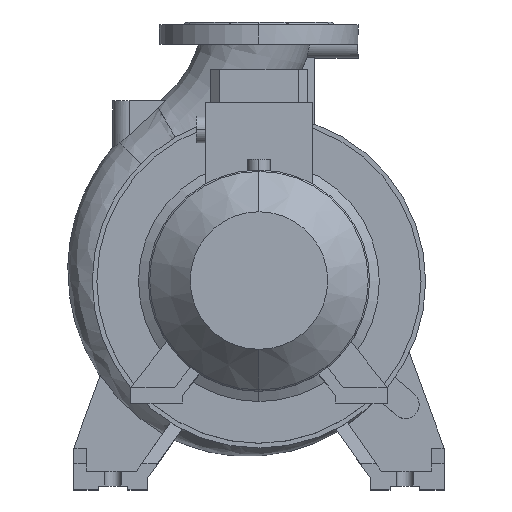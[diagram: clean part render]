
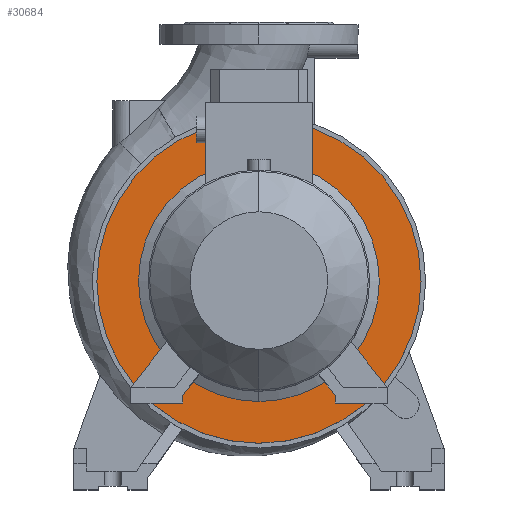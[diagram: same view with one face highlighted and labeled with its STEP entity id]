
A CAD part, top view. The second image highlights one B-rep face of the part: STEP entity #30684.
In plain terms, the highlighted planar face has unit normal (0, 0, 1).
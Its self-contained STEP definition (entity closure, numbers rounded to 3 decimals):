
#8954 = ORIENTED_EDGE ( 'NONE', *, *, #52786, .F. ) ;
#9383 = CARTESIAN_POINT ( 'NONE',  ( 0., 175., 192. ) ) ;
#17846 = VERTEX_POINT ( 'NONE', #19655 ) ;
#18370 = DIRECTION ( 'NONE',  ( 0., -1., 0. ) ) ;
#19655 = CARTESIAN_POINT ( 'NONE',  ( 0., -130., 192. ) ) ;
#22335 = AXIS2_PLACEMENT_3D ( 'NONE', #9383, #71875, #18370 ) ;
#24069 = ORIENTED_EDGE ( 'NONE', *, *, #111796, .T. ) ;
#30684 = ADVANCED_FACE ( 'NONE', ( #65987, #113473 ), #107389, .T. ) ;
#34586 = AXIS2_PLACEMENT_3D ( 'NONE', #103333, #49843, #112299 ) ;
#37126 = AXIS2_PLACEMENT_3D ( 'NONE', #48504, #110964, #57480 ) ;
#40799 = DIRECTION ( 'NONE',  ( 0., 0., -1. ) ) ;
#40968 = CARTESIAN_POINT ( 'NONE',  ( 0., 175., 192. ) ) ;
#41091 = CIRCLE ( 'NONE', #70881, 175. ) ;
#45235 = VERTEX_POINT ( 'NONE', #94799 ) ;
#48504 = CARTESIAN_POINT ( 'NONE',  ( 0., 0., 192. ) ) ;
#49395 = CARTESIAN_POINT ( 'NONE',  ( 0., 0., 192. ) ) ;
#49843 = DIRECTION ( 'NONE',  ( 0., 0., -1. ) ) ;
#50441 = CIRCLE ( 'NONE', #34586, 130. ) ;
#50796 = EDGE_LOOP ( 'NONE', ( #83599, #8954 ) ) ;
#52009 = ORIENTED_EDGE ( 'NONE', *, *, #81982, .T. ) ;
#52786 = EDGE_CURVE ( 'NONE', #88519, #91891, #41091, .T. ) ;
#52832 = EDGE_CURVE ( 'NONE', #91891, #88519, #64826, .T. ) ;
#57480 = DIRECTION ( 'NONE',  ( 0., 1., 0. ) ) ;
#58372 = DIRECTION ( 'NONE',  ( 0., 1., 0. ) ) ;
#64826 = CIRCLE ( 'NONE', #82877, 175. ) ;
#65987 = FACE_BOUND ( 'NONE', #102344, .T. ) ;
#70881 = AXIS2_PLACEMENT_3D ( 'NONE', #49395, #111850, #58372 ) ;
#71875 = DIRECTION ( 'NONE',  ( 0., 0., 1. ) ) ;
#81982 = EDGE_CURVE ( 'NONE', #45235, #17846, #83343, .T. ) ;
#82877 = AXIS2_PLACEMENT_3D ( 'NONE', #94283, #40799, #103271 ) ;
#83343 = CIRCLE ( 'NONE', #37126, 130. ) ;
#83599 = ORIENTED_EDGE ( 'NONE', *, *, #52832, .F. ) ;
#88519 = VERTEX_POINT ( 'NONE', #95377 ) ;
#91891 = VERTEX_POINT ( 'NONE', #40968 ) ;
#94283 = CARTESIAN_POINT ( 'NONE',  ( 0., 0., 192. ) ) ;
#94799 = CARTESIAN_POINT ( 'NONE',  ( 0., 130., 192. ) ) ;
#95377 = CARTESIAN_POINT ( 'NONE',  ( 0., -175., 192. ) ) ;
#102344 = EDGE_LOOP ( 'NONE', ( #52009, #24069 ) ) ;
#103271 = DIRECTION ( 'NONE',  ( 0., 1., 0. ) ) ;
#103333 = CARTESIAN_POINT ( 'NONE',  ( 0., 0., 192. ) ) ;
#107389 = PLANE ( 'NONE',  #22335 ) ;
#110964 = DIRECTION ( 'NONE',  ( 0., 0., -1. ) ) ;
#111796 = EDGE_CURVE ( 'NONE', #17846, #45235, #50441, .T. ) ;
#111850 = DIRECTION ( 'NONE',  ( 0., 0., -1. ) ) ;
#112299 = DIRECTION ( 'NONE',  ( 0., 1., 0. ) ) ;
#113473 = FACE_OUTER_BOUND ( 'NONE', #50796, .T. ) ;
